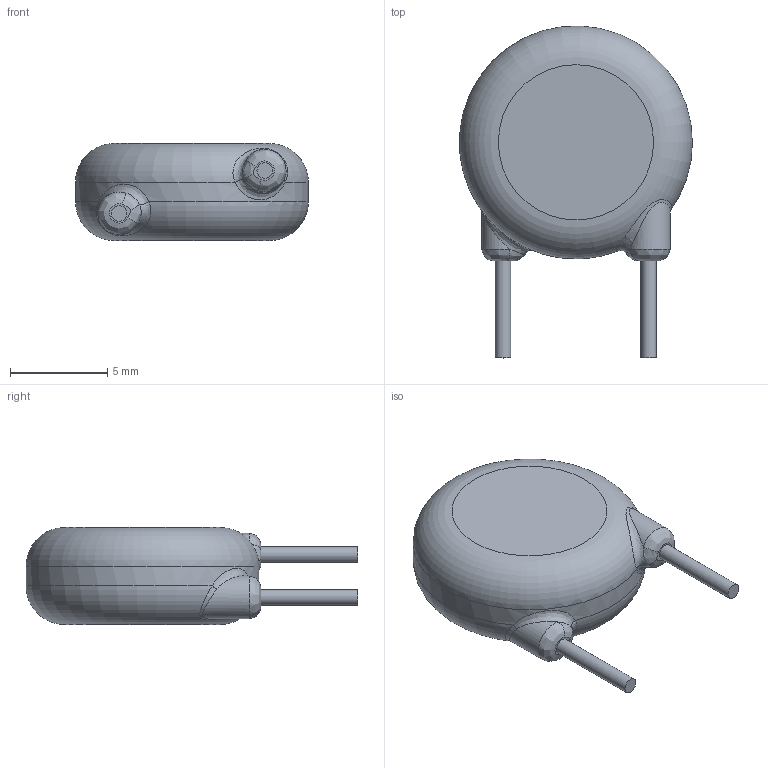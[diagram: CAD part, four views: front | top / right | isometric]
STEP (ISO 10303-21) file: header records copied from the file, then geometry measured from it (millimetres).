
FILE_DESCRIPTION( ( '' ), ' ' );
FILE_NAME( '5aaa9e2f73c6e10fc8702ec3.step', '2018-03-15T16:24:37', ( '' ), ( '' ), ' ', ' ', ' ' );
FILE_SCHEMA( ( 'AUTOMOTIVE_DESIGN { 1 0 10303 214 1 1 1 1 }' ) );
Length unit declared in the file: metre
Products named in the file (1): 1
Bounding box: 11.99 x 17.1 x 5 mm (x, y, z)
Volume: 523.2 mm3; surface area: 388.5 mm2
Topology: 1 solids, 1 shells, 23 faces, 45 edges, 26 vertices
Faces by surface type: bspline 10, plane 6, cylinder 5, torus 2
Full cylindrical faces by diameter (mm): 0.8 x2, 12 x1
Entity records: 3214 total; most frequent: CARTESIAN_POINT 2630, ORIENTED_EDGE 76, DIRECTION 72, EDGE_CURVE 38, AXIS2_PLACEMENT_3D 36, EDGE_LOOP 30, FACE_OUTER_BOUND 28, VERTEX_POINT 24
